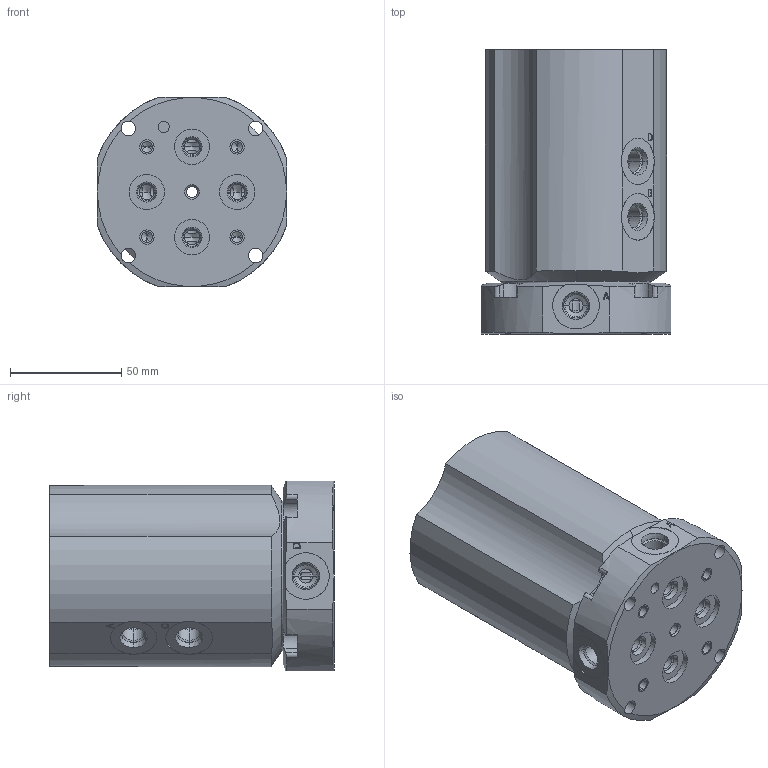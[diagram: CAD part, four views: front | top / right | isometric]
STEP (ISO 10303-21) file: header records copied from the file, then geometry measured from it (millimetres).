
FILE_DESCRIPTION((''),'2;1');
FILE_NAME('ILC32424402','2024-04-23T14:06:41',('npeters'),(''),'CREO PARAMETRIC BY PTC INC, 2021164','CREO PARAMETRIC BY PTC INC, 2021164','');
FILE_SCHEMA(('AUTOMOTIVE_DESIGN { 1 0 10303 214 1 1 1 1 }'));
Length unit declared in the file: inch
Products named in the file (1): ILC32424402
Bounding box: 85.09 x 127.51 x 85.09 mm (x, y, z)
Volume: 622104.2 mm3; surface area: 64650.1 mm2
Topology: 1 solids, 24 shells, 551 faces, 1513 edges, 987 vertices
Faces by surface type: plane 275, cylinder 168, cone 108
Entity records: 23261 total; most frequent: CARTESIAN_POINT 4278, DIRECTION 2981, ORIENTED_EDGE 2778, PRESENTATION_STYLE_ASSIGNMENT 1543, STYLED_ITEM 1543, CURVE_STYLE 1516, EDGE_CURVE 1435, AXIS2_PLACEMENT_3D 1008
